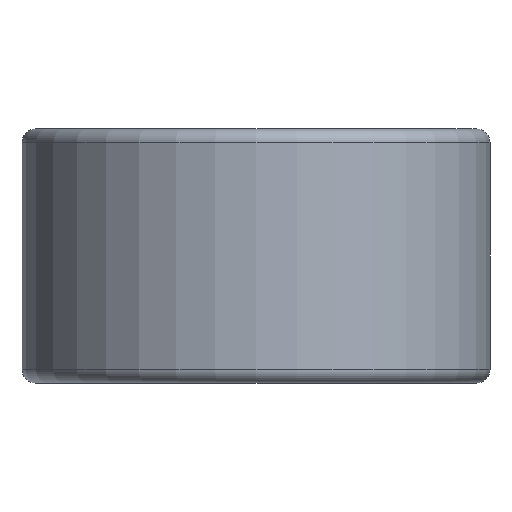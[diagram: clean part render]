
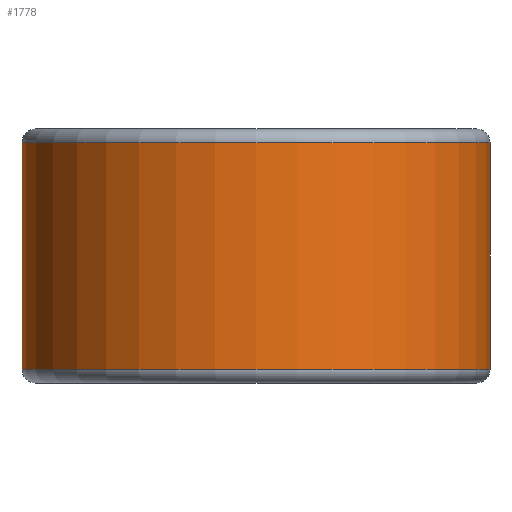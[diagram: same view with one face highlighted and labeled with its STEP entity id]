
A CAD part, front view. The second image highlights one B-rep face of the part: STEP entity #1778.
In plain terms, the highlighted cylindrical face has radius 13.094 mm (diameter 26.187 mm), a partial arc.
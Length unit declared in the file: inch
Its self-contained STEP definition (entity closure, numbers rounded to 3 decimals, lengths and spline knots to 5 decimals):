
#97 = LINE ( 'NONE', #1737, #2235 ) ;
#169 = EDGE_LOOP ( 'NONE', ( #774, #483, #1993, #2523 ) ) ;
#360 = DIRECTION ( 'NONE',  ( 0., 0., 1. ) ) ;
#449 = CARTESIAN_POINT ( 'NONE',  ( 0.4375, -1.312, 0. ) ) ;
#468 = DIRECTION ( 'NONE',  ( 0., 0., 1. ) ) ;
#483 = ORIENTED_EDGE ( 'NONE', *, *, #2283, .T. ) ;
#524 = DIRECTION ( 'NONE',  ( 0., 0., -1. ) ) ;
#658 = AXIS2_PLACEMENT_3D ( 'NONE', #449, #2279, #1468 ) ;
#692 = CARTESIAN_POINT ( 'NONE',  ( -0.078, -1.312, 0.25 ) ) ;
#774 = ORIENTED_EDGE ( 'NONE', *, *, #1323, .T. ) ;
#800 = EDGE_CURVE ( 'NONE', #2041, #2545, #97, .T. ) ;
#934 = VECTOR ( 'NONE', #1335, 39.37008 ) ;
#1008 = AXIS2_PLACEMENT_3D ( 'NONE', #1675, #468, #1904 ) ;
#1033 = AXIS2_PLACEMENT_3D ( 'NONE', #1576, #360, #1798 ) ;
#1127 = CYLINDRICAL_SURFACE ( 'NONE', #658, 0.5155 ) ;
#1129 = CARTESIAN_POINT ( 'NONE',  ( 0.953, -1.312, 0.25 ) ) ;
#1203 = CARTESIAN_POINT ( 'NONE',  ( -0.078, -1.312, -0.25 ) ) ;
#1275 = CIRCLE ( 'NONE', #1008, 0.5155 ) ;
#1323 = EDGE_CURVE ( 'NONE', #2545, #1663, #1275, .T. ) ;
#1335 = DIRECTION ( 'NONE',  ( 0., 0., 1. ) ) ;
#1463 = LINE ( 'NONE', #1933, #934 ) ;
#1468 = DIRECTION ( 'NONE',  ( 1., 0., 0. ) ) ;
#1508 = EDGE_CURVE ( 'NONE', #2041, #2282, #2637, .T. ) ;
#1576 = CARTESIAN_POINT ( 'NONE',  ( 0.4375, -1.312, 0.25 ) ) ;
#1663 = VERTEX_POINT ( 'NONE', #2266 ) ;
#1675 = CARTESIAN_POINT ( 'NONE',  ( 0.4375, -1.312, -0.25 ) ) ;
#1737 = CARTESIAN_POINT ( 'NONE',  ( -0.078, -1.312, 0.25 ) ) ;
#1778 = ADVANCED_FACE ( 'NONE', ( #1942 ), #1127, .T. ) ;
#1798 = DIRECTION ( 'NONE',  ( 1., 0., 0. ) ) ;
#1904 = DIRECTION ( 'NONE',  ( 1., 0., 0. ) ) ;
#1933 = CARTESIAN_POINT ( 'NONE',  ( 0.953, -1.312, 0. ) ) ;
#1942 = FACE_OUTER_BOUND ( 'NONE', #169, .T. ) ;
#1993 = ORIENTED_EDGE ( 'NONE', *, *, #1508, .F. ) ;
#2041 = VERTEX_POINT ( 'NONE', #692 ) ;
#2235 = VECTOR ( 'NONE', #524, 39.37008 ) ;
#2266 = CARTESIAN_POINT ( 'NONE',  ( 0.953, -1.312, -0.25 ) ) ;
#2279 = DIRECTION ( 'NONE',  ( 0., 0., 1. ) ) ;
#2282 = VERTEX_POINT ( 'NONE', #1129 ) ;
#2283 = EDGE_CURVE ( 'NONE', #1663, #2282, #1463, .T. ) ;
#2523 = ORIENTED_EDGE ( 'NONE', *, *, #800, .T. ) ;
#2545 = VERTEX_POINT ( 'NONE', #1203 ) ;
#2637 = CIRCLE ( 'NONE', #1033, 0.5155 ) ;
